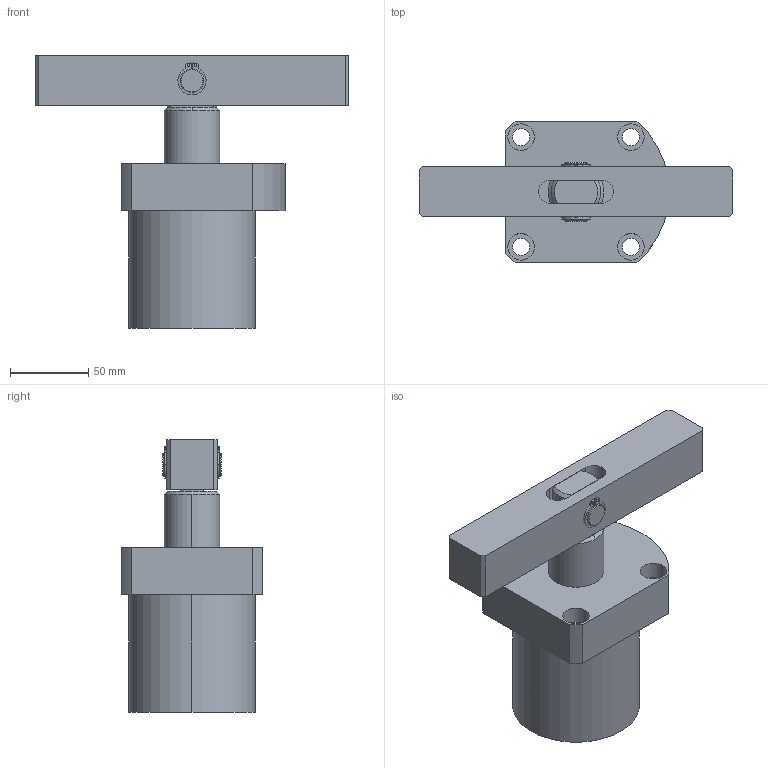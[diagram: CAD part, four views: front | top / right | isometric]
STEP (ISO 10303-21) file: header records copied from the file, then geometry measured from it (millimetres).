
FILE_DESCRIPTION (( 'STEP AP203' ), '1' );
FILE_NAME ('CHS-FAM63D.STEP', '2019-05-06T02:09:28', ( '' ), ( '' ), 'SwSTEP 2.0', 'SolidWorks 2017', '' );
FILE_SCHEMA (( 'CONFIG_CONTROL_DESIGN' ));
Length unit declared in the file: millimetre
Products named in the file (6): CHS-63D-01; CHS-FAM63BT; 傻种; CHS-63D活塞杆_1; 縐銅; CHS-FAM63D
Assembly tree (6 placements, depth 2):
  CHS-FAM63D
    CHS-FAM63BT
    傻种
    縐銅  x2
    CHS-63D-01
    CHS-63D活塞杆_1
Bounding box: 200 x 90 x 174 mm (x, y, z)
Volume: 933454.1 mm3; surface area: 111106.3 mm2
Topology: 7 solids, 7 shells, 156 faces, 372 edges, 243 vertices
Faces by surface type: cylinder 89, plane 53, cone 14
Entity records: 4576 total; most frequent: DIRECTION 756, CARTESIAN_POINT 668, ORIENTED_EDGE 620, EDGE_CURVE 310, AXIS2_PLACEMENT_3D 307, VERTEX_POINT 203, EDGE_LOOP 169, CIRCLE 164
